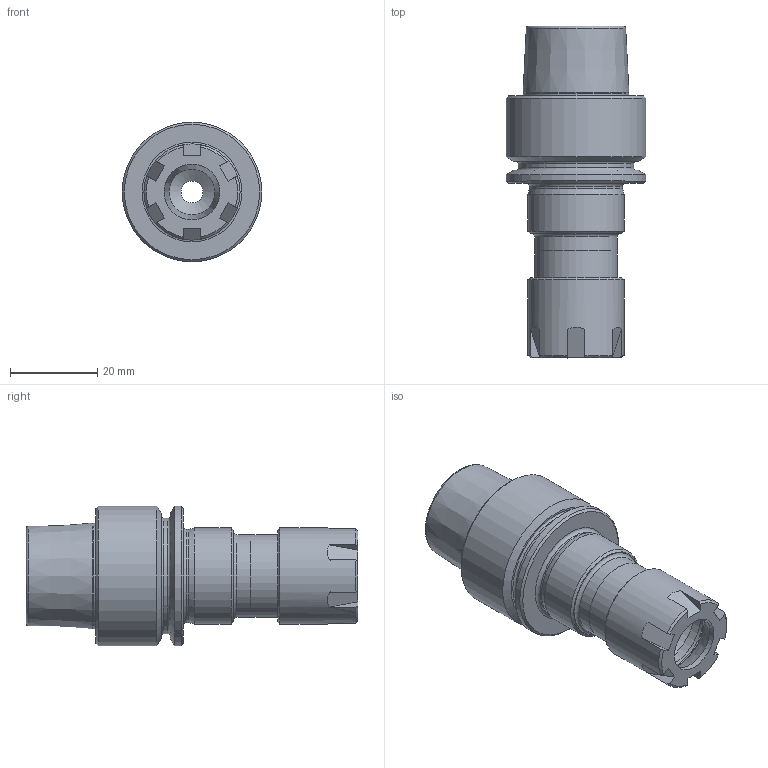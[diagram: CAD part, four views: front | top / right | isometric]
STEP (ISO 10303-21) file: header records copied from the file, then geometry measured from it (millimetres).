
FILE_DESCRIPTION(/* description */ ('Alibre Inc.'),/* implementation_level */ '2;1');
FILE_NAME(/* name */ 'export-528E64AA-F527-459E-B66F-44E871A9AD4B',/* time_stamp */ '2024-08-12T08:43:31+02:00',/* author */ (''),/* organization */ (''),/* preprocessor_version */ 'ST-DEVELOPER v17',/* originating_system */ 'Alibre',/* authorisation */ '');
FILE_SCHEMA (('AUTOMOTIVE_DESIGN'));
Length unit declared in the file: millimetre
Products named in the file (3): NOCUT
Bounding box: 32 x 76 x 32 mm (x, y, z)
Volume: 23298 mm3; surface area: 12209.1 mm2
Topology: 2 solids, 2 shells, 92 faces, 221 edges, 142 vertices
Faces by surface type: plane 31, cone 25, cylinder 20, torus 16
Full cylindrical faces by diameter (mm): 5 x1, 8.917 x1, 10.5 x1, 11 x1, 12.8 x1, 17 x3, 17.917 x1, 19 x2, 19.3 x1, 20.5 x1, 21.3 x1, 22 x2, 24.129 x1, 26.5 x1, 32 x2
Entity records: 2672 total; most frequent: DIRECTION 468, ORIENTED_EDGE 442, CARTESIAN_POINT 440, EDGE_CURVE 221, AXIS2_PLACEMENT_3D 217, VERTEX_POINT 142, CIRCLE 115, EDGE_LOOP 105
